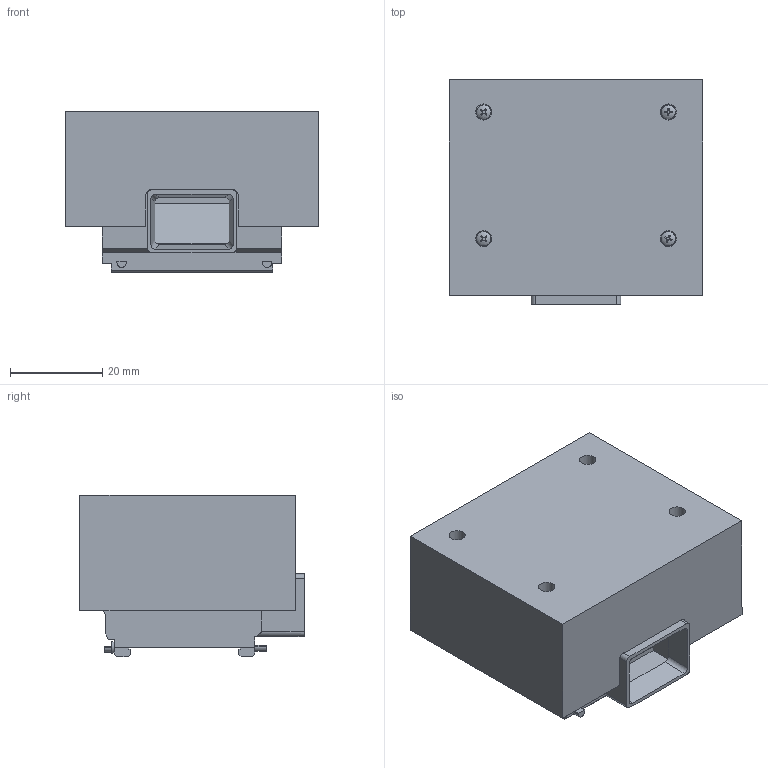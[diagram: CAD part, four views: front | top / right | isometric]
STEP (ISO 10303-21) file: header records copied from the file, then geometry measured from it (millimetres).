
FILE_DESCRIPTION(/* description */ ('Unknown'),/* implementation_level */ '2;1');
FILE_NAME(/* name */ 'nikonF_viewFinder_baseBottom_Template',/* time_stamp */ '2024-03-18T19:53:44-04:00',/* author */ ('Unknown'),/* organization */ ('Unknown'),/* preprocessor_version */ 'ST-DEVELOPER v18.1',/* originating_system */ 'Solid Edge',/* authorisation */ 'Unknown');
FILE_SCHEMA (('AUTOMOTIVE_DESIGN {1 0 10303 214 3 1 1}'));
Length unit declared in the file: millimetre
Products named in the file (4): nikonF_viewFinder_template; nikonF_viewFinder_baseBottom_Template; M1.6_panHead_5mm; nikonF_viewFinder_baseTop_Template
Assembly tree (6 placements, depth 2):
  nikonF_viewFinder_template
    nikonF_viewFinder_baseBottom_Template
    M1.6_panHead_5mm  x4
    nikonF_viewFinder_baseTop_Template
Bounding box: 55.1 x 48.7 x 35 mm (x, y, z)
Volume: 51137.7 mm3; surface area: 19513.1 mm2
Topology: 10 solids, 10 shells, 254 faces, 672 edges, 446 vertices
Faces by surface type: plane 172, cylinder 50, cone 12, torus 8, bspline 8, sphere 4
Full cylindrical faces by diameter (mm): 2.5 x1, 3.203 x4, 3.5 x4
Entity records: 8274 total; most frequent: CARTESIAN_POINT 4119, ORIENTED_EDGE 834, DIRECTION 810, EDGE_CURVE 417, LINE 314, VECTOR 314, VERTEX_POINT 287, AXIS2_PLACEMENT_3D 248
